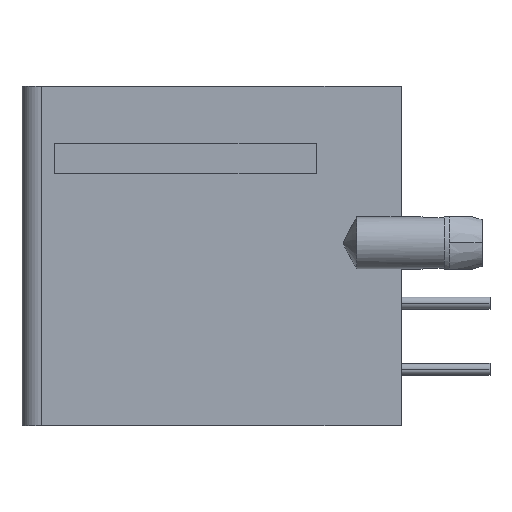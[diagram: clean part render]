
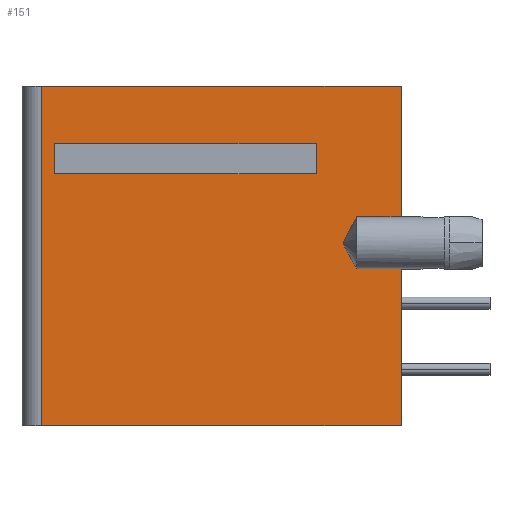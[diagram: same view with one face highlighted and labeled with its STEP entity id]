
A CAD part, left-side view. The second image highlights one B-rep face of the part: STEP entity #151.
In plain terms, the highlighted planar face has unit normal (-1, 0, 0).
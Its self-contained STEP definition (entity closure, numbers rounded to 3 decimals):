
#151=ADVANCED_FACE('N',(#651,#652),#653,.T.);
#651=FACE_OUTER_BOUND('',#1584,.T.);
#652=FACE_BOUND('',#1585,.T.);
#653=PLANE('',#1586);
#1584=EDGE_LOOP('',(#2743,#2744,#2745,#2746,#2747,#2748,#2749,#2750));
#1585=EDGE_LOOP('',(#2751,#2752,#2753,#2754));
#1586=AXIS2_PLACEMENT_3D('',#2755,#2756,#2757);
#2743=ORIENTED_EDGE('',*,*,#6502,.T.);
#2744=ORIENTED_EDGE('',*,*,#6575,.T.);
#2745=ORIENTED_EDGE('',*,*,#6576,.T.);
#2746=ORIENTED_EDGE('',*,*,#6577,.T.);
#2747=ORIENTED_EDGE('',*,*,#6578,.F.);
#2748=ORIENTED_EDGE('',*,*,#6579,.T.);
#2749=ORIENTED_EDGE('',*,*,#6580,.F.);
#2750=ORIENTED_EDGE('',*,*,#6581,.T.);
#2751=ORIENTED_EDGE('',*,*,#6582,.T.);
#2752=ORIENTED_EDGE('',*,*,#6583,.T.);
#2753=ORIENTED_EDGE('',*,*,#6584,.T.);
#2754=ORIENTED_EDGE('',*,*,#6585,.T.);
#2755=CARTESIAN_POINT('',(-6.1,14.025,-13.26));
#2756=DIRECTION('',(-1.0,0.0,0.0));
#2757=DIRECTION('',(0.0,0.0,1.0));
#6502=EDGE_CURVE('NONE',#7900,#7898,#7901,.T.);
#6575=EDGE_CURVE('NONE',#7898,#8028,#8029,.T.);
#6576=EDGE_CURVE('NONE',#8028,#8030,#8031,.T.);
#6577=EDGE_CURVE('NONE',#8030,#8032,#8033,.T.);
#6578=EDGE_CURVE('NONE',#8034,#8032,#8035,.T.);
#6579=EDGE_CURVE('NONE',#8034,#8036,#8037,.T.);
#6580=EDGE_CURVE('NONE',#8038,#8036,#8039,.T.);
#6581=EDGE_CURVE('NONE',#8038,#7900,#8040,.T.);
#6582=EDGE_CURVE('NONE',#8041,#8042,#8043,.T.);
#6583=EDGE_CURVE('NONE',#8042,#8044,#8045,.T.);
#6584=EDGE_CURVE('NONE',#8044,#8046,#8047,.T.);
#6585=EDGE_CURVE('NONE',#8046,#8041,#8048,.T.);
#7898=VERTEX_POINT('NONE',#10136);
#7900=VERTEX_POINT('NONE',#10138);
#7901=LINE('',#10139,#10140);
#8028=VERTEX_POINT('NONE',#10390);
#8029=LINE('',#10391,#10392);
#8030=VERTEX_POINT('NONE',#10393);
#8031=LINE('',#10394,#10395);
#8032=VERTEX_POINT('NONE',#10396);
#8033=LINE('',#10397,#10398);
#8034=VERTEX_POINT('NONE',#10399);
#8035=LINE('',#10400,#10401);
#8036=VERTEX_POINT('NONE',#10402);
#8037=B_SPLINE_CURVE_WITH_KNOTS('',3,(#10403,#10404,#10405,#10406,#10407,#10408,#10409,#10410,#10411,#10412,#10413,#10414,#10415,#10416,#10417,#10418,#10419,#10420),.UNSPECIFIED.,.F.,.F.,(4,2,2,2,2,2,2,2,4),(0.,0.001,0.001,0.001,0.001,0.001,0.001,0.002,0.002),.UNSPECIFIED.);
#8038=VERTEX_POINT('NONE',#10421);
#8039=LINE('',#10422,#10423);
#8040=LINE('',#10424,#10425);
#8041=VERTEX_POINT('NONE',#10426);
#8042=VERTEX_POINT('NONE',#10427);
#8043=LINE('',#10428,#10429);
#8044=VERTEX_POINT('NONE',#10430);
#8045=LINE('',#10431,#10432);
#8046=VERTEX_POINT('NONE',#10433);
#8047=LINE('',#10434,#10435);
#8048=LINE('',#10436,#10437);
#10136=CARTESIAN_POINT('',(-6.1,13.75,0.0));
#10138=CARTESIAN_POINT('',(-6.1,0.0,0.0));
#10139=CARTESIAN_POINT('',(-6.1,14.025,0.0));
#10140=VECTOR('',#13329,1000.0);
#10390=CARTESIAN_POINT('',(-6.1,13.75,-13.0));
#10391=CARTESIAN_POINT('',(-6.1,13.75,-13.26));
#10392=VECTOR('',#13399,1000.0);
#10393=CARTESIAN_POINT('',(-6.1,0.,-13.0));
#10394=CARTESIAN_POINT('',(-6.1,14.025,-13.0));
#10395=VECTOR('',#13400,1000.0);
#10396=CARTESIAN_POINT('',(-6.1,0.0,-6.995));
#10397=CARTESIAN_POINT('',(-6.1,0.,-13.26));
#10398=VECTOR('',#13401,1000.0);
#10399=CARTESIAN_POINT('',(-6.1,1.7,-6.995));
#10400=CARTESIAN_POINT('',(-6.1,-1.65,-6.995));
#10401=VECTOR('',#13402,1000.0);
#10402=CARTESIAN_POINT('',(-6.1,1.7,-5.005));
#10403=CARTESIAN_POINT('',(-6.1,1.7,-6.995));
#10404=CARTESIAN_POINT('',(-6.1,1.79,-6.832));
#10405=CARTESIAN_POINT('',(-6.1,1.881,-6.668));
#10406=CARTESIAN_POINT('',(-6.1,2.015,-6.422));
#10407=CARTESIAN_POINT('',(-6.1,2.059,-6.34));
#10408=CARTESIAN_POINT('',(-6.1,2.124,-6.216));
#10409=CARTESIAN_POINT('',(-6.1,2.145,-6.174));
#10410=CARTESIAN_POINT('',(-6.1,2.183,-6.089));
#10411=CARTESIAN_POINT('',(-6.1,2.201,-6.044));
#10412=CARTESIAN_POINT('',(-6.1,2.199,-5.95));
#10413=CARTESIAN_POINT('',(-6.1,2.181,-5.906));
#10414=CARTESIAN_POINT('',(-6.1,2.143,-5.822));
#10415=CARTESIAN_POINT('',(-6.1,2.122,-5.78));
#10416=CARTESIAN_POINT('',(-6.1,2.057,-5.657));
#10417=CARTESIAN_POINT('',(-6.1,2.013,-5.575));
#10418=CARTESIAN_POINT('',(-6.1,1.88,-5.33));
#10419=CARTESIAN_POINT('',(-6.1,1.79,-5.168));
#10420=CARTESIAN_POINT('',(-6.1,1.7,-5.005));
#10421=CARTESIAN_POINT('',(-6.1,0.,-5.005));
#10422=CARTESIAN_POINT('',(-6.1,-1.65,-5.005));
#10423=VECTOR('',#13403,1000.0);
#10424=CARTESIAN_POINT('',(-6.1,0.0,-13.26));
#10425=VECTOR('',#13404,1000.0);
#10426=CARTESIAN_POINT('',(-6.1,3.25,-3.35));
#10427=CARTESIAN_POINT('',(-6.1,13.25,-3.35));
#10428=CARTESIAN_POINT('',(-6.1,14.025,-3.35));
#10429=VECTOR('',#13405,1000.0);
#10430=CARTESIAN_POINT('',(-6.1,13.25,-2.2));
#10431=CARTESIAN_POINT('',(-6.1,13.25,0.0));
#10432=VECTOR('',#13406,1000.0);
#10433=CARTESIAN_POINT('',(-6.1,3.25,-2.2));
#10434=CARTESIAN_POINT('',(-6.1,14.025,-2.2));
#10435=VECTOR('',#13407,1000.0);
#10436=CARTESIAN_POINT('',(-6.1,3.25,-13.26));
#10437=VECTOR('',#13408,1000.0);
#13329=DIRECTION('',(0.0,1.0,-0.0));
#13399=DIRECTION('',(-0.0,-0.0,-1.0));
#13400=DIRECTION('',(-0.0,-1.0,0.0));
#13401=DIRECTION('',(0.0,0.0,1.0));
#13402=DIRECTION('',(-0.0,-1.0,0.));
#13403=DIRECTION('',(0.0,1.0,0.));
#13404=DIRECTION('',(0.0,0.0,1.0));
#13405=DIRECTION('',(0.0,1.0,-0.0));
#13406=DIRECTION('',(0.0,-0.0,1.0));
#13407=DIRECTION('',(-0.0,-1.0,0.0));
#13408=DIRECTION('',(-0.0,-0.0,-1.0));
